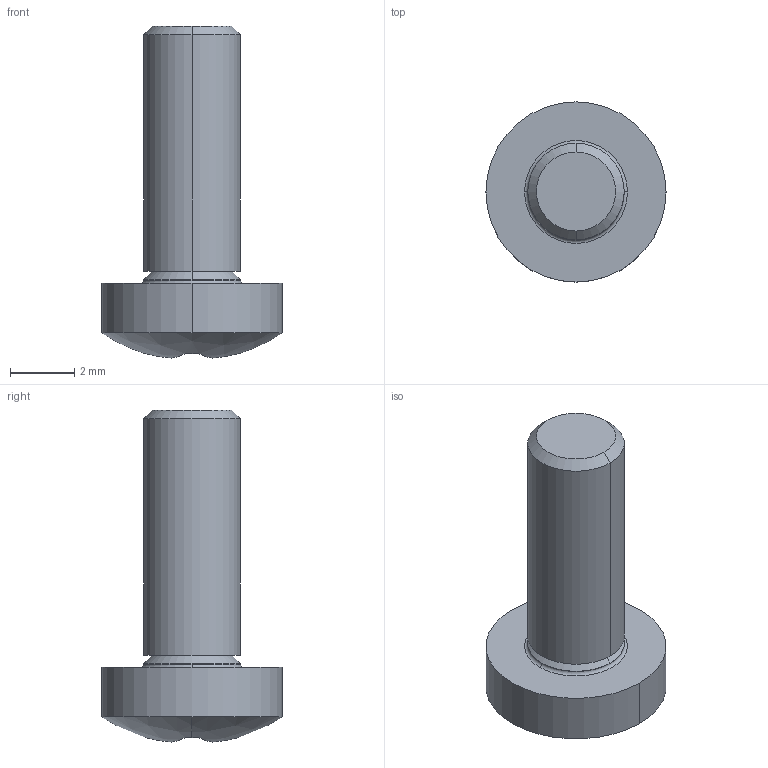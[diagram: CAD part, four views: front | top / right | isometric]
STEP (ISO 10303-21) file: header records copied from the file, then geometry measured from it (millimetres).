
FILE_DESCRIPTION(('STEP AP214'),'1');
FILE_NAME('din_en_iso7045_m3x8_4_8h.stp','2018-09-17T11:03:04',('TraceParts'),('TraceParts S.A.'),'Spatial InterOp 3D',' ',' ');
FILE_SCHEMA(('automotive_design'));
Length unit declared in the file: millimetre
Products named in the file (1): din_en_iso7045_m3x8_4_8h
Bounding box: 5.6 x 5.6 x 10.32 mm (x, y, z)
Volume: 100.8 mm3; surface area: 162.8 mm2
Topology: 1 solids, 1 shells, 30 faces, 75 edges, 49 vertices
Faces by surface type: plane 16, cylinder 6, cone 4, torus 2, sphere 2
Entity records: 931 total; most frequent: DIRECTION 178, CARTESIAN_POINT 155, ORIENTED_EDGE 150, EDGE_CURVE 75, AXIS2_PLACEMENT_3D 72, VERTEX_POINT 49, CIRCLE 41, LINE 34
